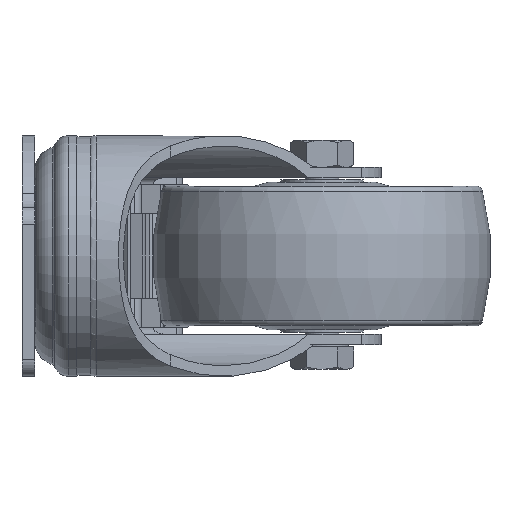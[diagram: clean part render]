
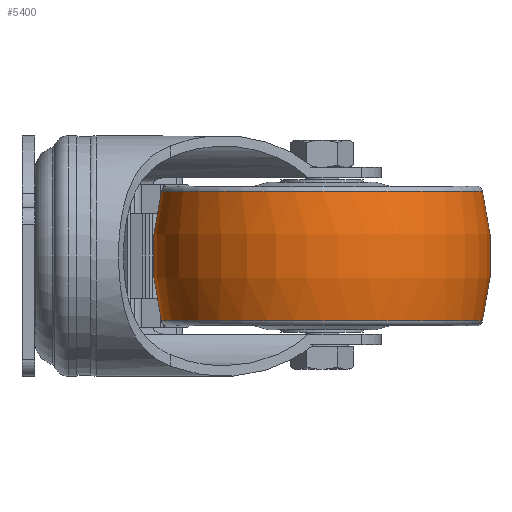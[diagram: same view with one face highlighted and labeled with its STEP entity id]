
A CAD part, left-side view. The second image highlights one B-rep face of the part: STEP entity #5400.
In plain terms, the highlighted toroidal (fillet/blend) face has major radius 20 mm and minor radius 60 mm.
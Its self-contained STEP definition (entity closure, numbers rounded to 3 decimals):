
#44=DEGENERATE_TOROIDAL_SURFACE('',#5856,20.,60.,
 .F.);
#1346=CIRCLE('',#5857,37.994);
#1347=CIRCLE('',#5858,37.994);
#1759=ORIENTED_EDGE('',*,*,#3210,.T.);
#1760=ORIENTED_EDGE('',*,*,#3211,.F.);
#3210=EDGE_CURVE('',#3961,#3961,#1346,.T.);
#3211=EDGE_CURVE('',#3962,#3962,#1347,.T.);
#3961=VERTEX_POINT('',#8373);
#3962=VERTEX_POINT('',#8375);
#4579=EDGE_LOOP('',(#1759));
#4580=EDGE_LOOP('',(#1760));
#4995=FACE_BOUND('',#4579,.T.);
#4996=FACE_BOUND('',#4580,.T.);
#5400=ADVANCED_FACE('',(#4995,#4996),#44,.F.);
#5856=AXIS2_PLACEMENT_3D('',#8371,#6612,#6613);
#5857=AXIS2_PLACEMENT_3D('',#8372,#6614,#6615);
#5858=AXIS2_PLACEMENT_3D('',#8374,#6616,#6617);
#6612=DIRECTION('',(0.,1.,0.));
#6613=DIRECTION('',(0.,0.,1.));
#6614=DIRECTION('',(0.,1.,0.));
#6615=DIRECTION('',(0.,0.,1.));
#6616=DIRECTION('',(0.,1.,0.));
#6617=DIRECTION('',(0.,0.,1.));
#8371=CARTESIAN_POINT('',(0.,0.,0.));
#8372=CARTESIAN_POINT('',(0.,-15.385,0.));
#8373=CARTESIAN_POINT('',(0.,-15.385,37.994));
#8374=CARTESIAN_POINT('',(0.,15.385,0.));
#8375=CARTESIAN_POINT('',(0.,15.385,37.994));
